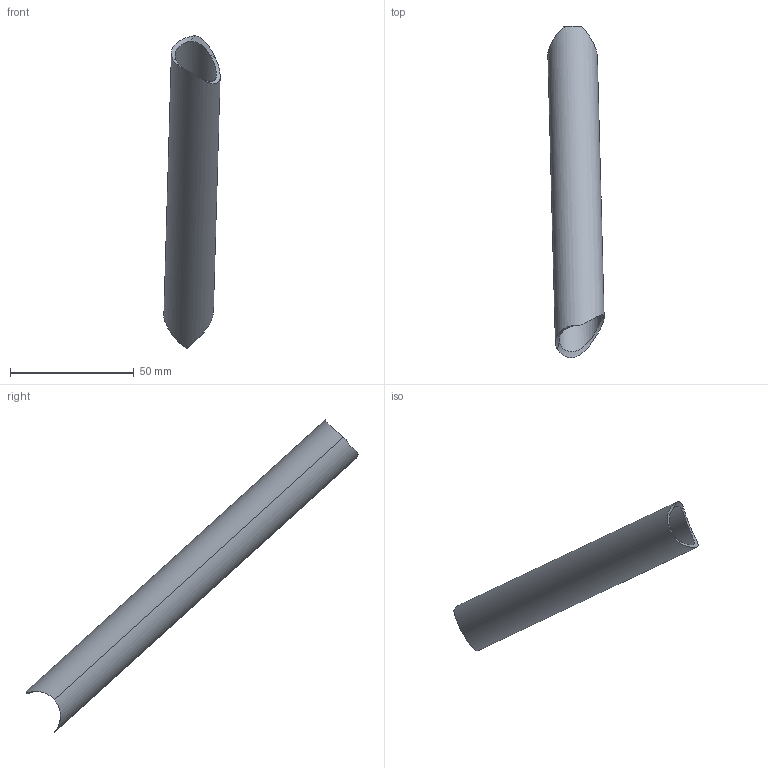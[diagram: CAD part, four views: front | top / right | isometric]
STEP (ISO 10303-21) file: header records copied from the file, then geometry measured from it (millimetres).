
FILE_DESCRIPTION(('STEP AP214'),'1');
FILE_NAME('50.stp','2019-12-01T22:00:38',(' '),(' '),'Spatial InterOp 3D',' ',' ');
FILE_SCHEMA(('AUTOMOTIVE_DESIGN { 1 0 10303 214 1 1 1 1 }'));
Length unit declared in the file: metre
Products named in the file (1): PartBody/Assemble.1
Bounding box: 22.78 x 134.39 x 126.59 mm (x, y, z)
Volume: 13536.1 mm3; surface area: 18315.6 mm2
Topology: 1 solids, 1 shells, 12 faces, 36 edges, 24 vertices
Faces by surface type: cylinder 12
Entity records: 1298 total; most frequent: CARTESIAN_POINT 760, ORIENTED_EDGE 72, STYLED_ITEM 41, PRESENTATION_STYLE_ASSIGNMENT 41, COLOUR_RGB 41, EDGE_CURVE 36, DIRECTION 35, CURVE_STYLE 28
